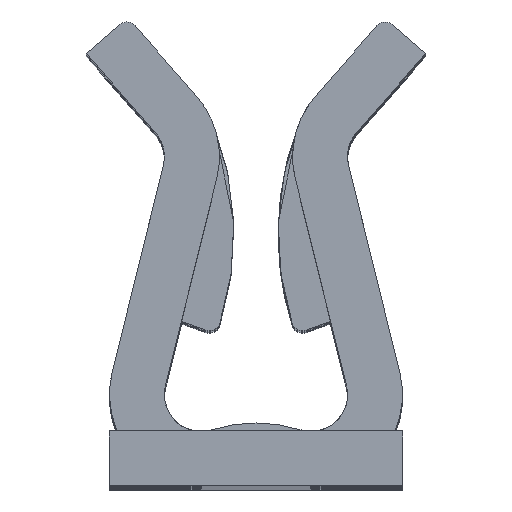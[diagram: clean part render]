
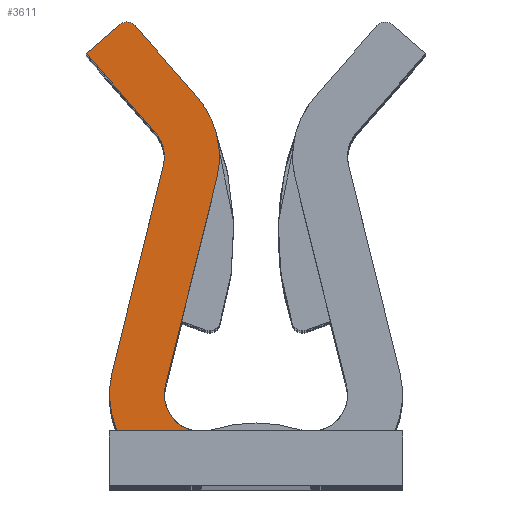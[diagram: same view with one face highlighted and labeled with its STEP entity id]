
A CAD part, top view. The second image highlights one B-rep face of the part: STEP entity #3611.
In plain terms, the highlighted planar face has unit normal (0, 0, -1).
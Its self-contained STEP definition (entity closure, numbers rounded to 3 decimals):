
#51=PLANE('',#4100);
#167=FACE_OUTER_BOUND('',#287,.T.);
#287=EDGE_LOOP('',(#3135,#3136,#3137,#3138,#3139,#3140,#3141,#3142,#3143,
#3144,#3145));
#435=CIRCLE('',#4101,0.1);
#436=CIRCLE('',#4102,0.25);
#437=CIRCLE('',#4103,0.1);
#438=CIRCLE('',#4104,0.03);
#439=CIRCLE('',#4105,0.25);
#841=LINE('',#6258,#1285);
#842=LINE('',#6262,#1286);
#843=LINE('',#6266,#1287);
#844=LINE('',#6268,#1288);
#845=LINE('',#6272,#1289);
#846=LINE('',#6275,#1290);
#1285=VECTOR('',#4934,0.229);
#1286=VECTOR('',#4937,0.583);
#1287=VECTOR('',#4940,0.286);
#1288=VECTOR('',#4941,0.12);
#1289=VECTOR('',#4944,0.256);
#1290=VECTOR('',#4947,0.583);
#1839=VERTEX_POINT('',#6254);
#1840=VERTEX_POINT('',#6255);
#1841=VERTEX_POINT('',#6257);
#1842=VERTEX_POINT('',#6259);
#1843=VERTEX_POINT('',#6261);
#1844=VERTEX_POINT('',#6263);
#1845=VERTEX_POINT('',#6265);
#1846=VERTEX_POINT('',#6267);
#1847=VERTEX_POINT('',#6269);
#1848=VERTEX_POINT('',#6271);
#1849=VERTEX_POINT('',#6273);
#2487=EDGE_CURVE('',#1839,#1840,#435,.T.);
#2488=EDGE_CURVE('',#1840,#1841,#841,.T.);
#2489=EDGE_CURVE('',#1841,#1842,#436,.T.);
#2490=EDGE_CURVE('',#1842,#1843,#842,.T.);
#2491=EDGE_CURVE('',#1843,#1844,#437,.T.);
#2492=EDGE_CURVE('',#1844,#1845,#843,.T.);
#2493=EDGE_CURVE('',#1845,#1846,#844,.T.);
#2494=EDGE_CURVE('',#1846,#1847,#438,.T.);
#2495=EDGE_CURVE('',#1847,#1848,#845,.T.);
#2496=EDGE_CURVE('',#1848,#1849,#439,.T.);
#2497=EDGE_CURVE('',#1849,#1839,#846,.T.);
#3135=ORIENTED_EDGE('',*,*,#2487,.T.);
#3136=ORIENTED_EDGE('',*,*,#2488,.T.);
#3137=ORIENTED_EDGE('',*,*,#2489,.T.);
#3138=ORIENTED_EDGE('',*,*,#2490,.T.);
#3139=ORIENTED_EDGE('',*,*,#2491,.T.);
#3140=ORIENTED_EDGE('',*,*,#2492,.T.);
#3141=ORIENTED_EDGE('',*,*,#2493,.T.);
#3142=ORIENTED_EDGE('',*,*,#2494,.T.);
#3143=ORIENTED_EDGE('',*,*,#2495,.T.);
#3144=ORIENTED_EDGE('',*,*,#2496,.T.);
#3145=ORIENTED_EDGE('',*,*,#2497,.T.);
#3611=ADVANCED_FACE('',(#167),#51,.T.);
#4100=AXIS2_PLACEMENT_3D('',#6253,#4930,#4931);
#4101=AXIS2_PLACEMENT_3D('',#6256,#4932,#4933);
#4102=AXIS2_PLACEMENT_3D('',#6260,#4935,#4936);
#4103=AXIS2_PLACEMENT_3D('',#6264,#4938,#4939);
#4104=AXIS2_PLACEMENT_3D('',#6270,#4942,#4943);
#4105=AXIS2_PLACEMENT_3D('',#6274,#4945,#4946);
#4930=DIRECTION('center_axis',(0.,0.,-1.));
#4931=DIRECTION('ref_axis',(-1.,0.,0.));
#4932=DIRECTION('center_axis',(0.,0.,1.));
#4933=DIRECTION('ref_axis',(1.,0.,0.));
#4934=DIRECTION('',(-1.,0.,0.));
#4935=DIRECTION('center_axis',(0.,0.,-1.));
#4936=DIRECTION('ref_axis',(-0.917,-0.4,0.));
#4937=DIRECTION('',(0.24,0.971,0.));
#4938=DIRECTION('center_axis',(0.,0.,1.));
#4939=DIRECTION('ref_axis',(1.,0.,0.));
#4940=DIRECTION('',(-0.658,0.753,0.));
#4941=DIRECTION('',(0.753,0.658,0.));
#4942=DIRECTION('center_axis',(0.,0.,
-1.));
#4943=DIRECTION('ref_axis',(-0.658,0.753,0.));
#4944=DIRECTION('',(0.658,-0.753,0.));
#4945=DIRECTION('center_axis',(0.,0.,
-1.));
#4946=DIRECTION('ref_axis',(0.753,0.658,0.));
#4947=DIRECTION('',(-0.24,-0.971,0.));
#6253=CARTESIAN_POINT('Origin',(605.222,601.771,2.5));
#6254=CARTESIAN_POINT('',(605.257,601.895,2.5));
#6255=CARTESIAN_POINT('',(605.354,601.771,2.5));
#6256=CARTESIAN_POINT('Origin',(605.354,601.871,2.5));
#6257=CARTESIAN_POINT('',(605.125,601.771,2.5));
#6258=CARTESIAN_POINT('',(605.354,601.771,2.5));
#6259=CARTESIAN_POINT('',(605.111,601.931,2.5));
#6260=CARTESIAN_POINT('Origin',(605.354,601.871,2.5));
#6261=CARTESIAN_POINT('',(605.251,602.497,2.5));
#6262=CARTESIAN_POINT('',(605.111,601.931,2.5));
#6263=CARTESIAN_POINT('',(605.229,602.587,2.5));
#6264=CARTESIAN_POINT('Origin',(605.154,602.521,2.5));
#6265=CARTESIAN_POINT('',(605.041,602.803,2.5));
#6266=CARTESIAN_POINT('',(605.229,602.587,2.5));
#6267=CARTESIAN_POINT('',(605.131,602.882,2.5));
#6268=CARTESIAN_POINT('',(605.041,602.803,2.5));
#6269=CARTESIAN_POINT('',(605.174,602.879,2.5));
#6270=CARTESIAN_POINT('Origin',(605.151,602.859,2.5));
#6271=CARTESIAN_POINT('',(605.342,602.686,2.5));
#6272=CARTESIAN_POINT('',(605.174,602.879,2.5));
#6273=CARTESIAN_POINT('',(605.397,602.461,2.5));
#6274=CARTESIAN_POINT('Origin',(605.154,602.521,2.5));
#6275=CARTESIAN_POINT('',(605.397,602.461,2.5));
